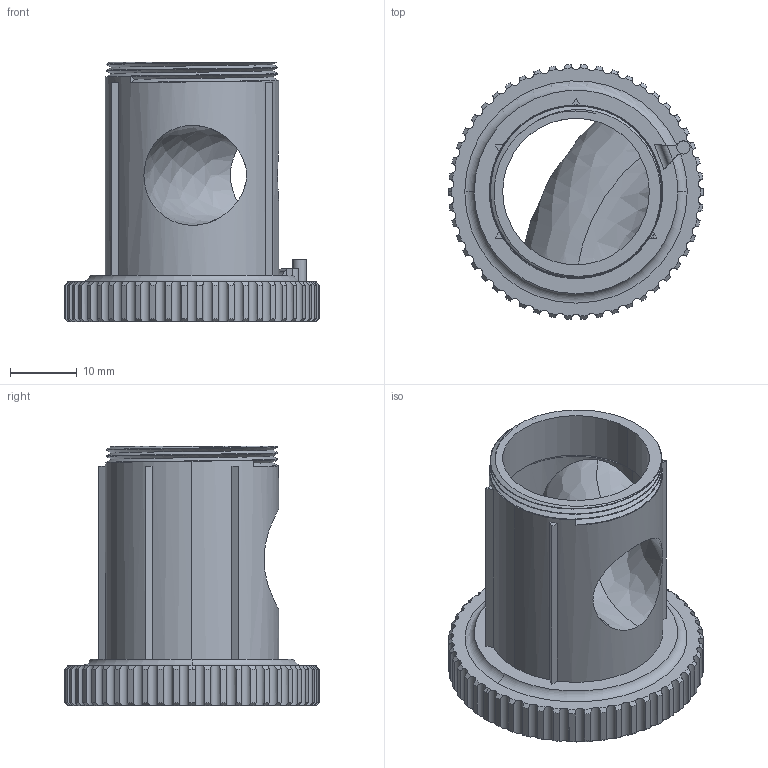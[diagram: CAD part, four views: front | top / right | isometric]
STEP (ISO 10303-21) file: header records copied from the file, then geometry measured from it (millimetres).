
FILE_DESCRIPTION (( 'STEP AP203' ), '1' );
FILE_NAME ('ValveCock_V1_0_3_SAK.STEP', '2020-03-23T16:46:24', ( '' ), ( '' ), 'SwSTEP 2.0', 'SolidWorks 2019', '' );
FILE_SCHEMA (( 'CONFIG_CONTROL_DESIGN' ));
Length unit declared in the file: millimetre
Products named in the file (2): ValveCock_V1_0_3_SAK
Bounding box: 38.23 x 38.2 x 39 mm (x, y, z)
Volume: 6491.2 mm3; surface area: 9304.2 mm2
Topology: 1 solids, 1 shells, 290 faces, 853 edges, 569 vertices
Faces by surface type: cylinder 141, cone 104, plane 31, bspline 11, torus 3
Entity records: 14873 total; most frequent: CARTESIAN_POINT 7183, ORIENTED_EDGE 1704, DIRECTION 1530, EDGE_CURVE 852, AXIS2_PLACEMENT_3D 660, VERTEX_POINT 567, CIRCLE 379, EDGE_LOOP 297
